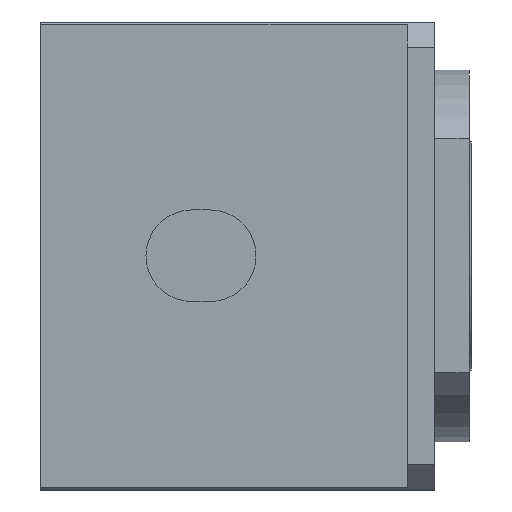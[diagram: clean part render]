
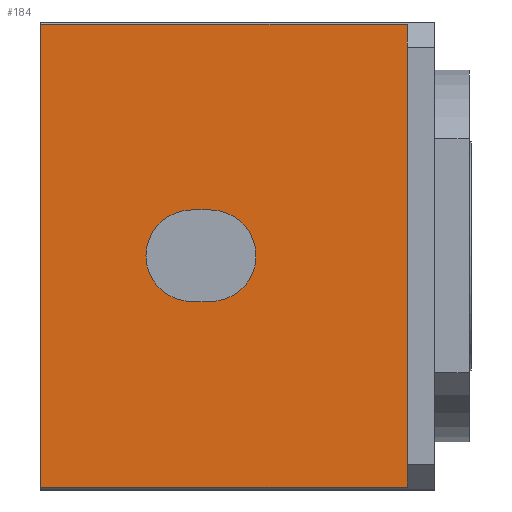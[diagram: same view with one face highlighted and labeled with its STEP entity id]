
A CAD part, top view. The second image highlights one B-rep face of the part: STEP entity #184.
In plain terms, the highlighted planar face has unit normal (0, 0, 1).
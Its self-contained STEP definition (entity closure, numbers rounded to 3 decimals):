
#75=LINE('',#906,#127);
#84=LINE('',#940,#136);
#85=LINE('',#944,#137);
#86=LINE('',#945,#138);
#87=LINE('',#947,#139);
#88=LINE('',#949,#140);
#127=VECTOR('',#728,1.);
#136=VECTOR('',#759,1.);
#137=VECTOR('',#762,1.);
#138=VECTOR('',#763,1.);
#139=VECTOR('',#764,1.);
#140=VECTOR('',#765,1.);
#184=ADVANCED_FACE('',(#238,#239),#217,.F.);
#217=PLANE('',#664);
#238=FACE_BOUND('',#260,.T.);
#239=FACE_BOUND('',#261,.T.);
#260=EDGE_LOOP('',(#325,#326,#327,#328));
#261=EDGE_LOOP('',(#329,#330,#331,#332));
#325=ORIENTED_EDGE('',*,*,#530,.F.);
#326=ORIENTED_EDGE('',*,*,#531,.F.);
#327=ORIENTED_EDGE('',*,*,#532,.F.);
#328=ORIENTED_EDGE('',*,*,#533,.F.);
#329=ORIENTED_EDGE('',*,*,#534,.T.);
#330=ORIENTED_EDGE('',*,*,#515,.T.);
#331=ORIENTED_EDGE('',*,*,#535,.T.);
#332=ORIENTED_EDGE('',*,*,#536,.T.);
#461=VERTEX_POINT('',#907);
#462=VERTEX_POINT('',#908);
#473=VERTEX_POINT('',#938);
#474=VERTEX_POINT('',#939);
#475=VERTEX_POINT('',#941);
#476=VERTEX_POINT('',#943);
#477=VERTEX_POINT('',#946);
#478=VERTEX_POINT('',#948);
#515=EDGE_CURVE('',#461,#462,#75,.T.);
#530=EDGE_CURVE('',#473,#474,#599,.T.);
#531=EDGE_CURVE('',#475,#473,#84,.T.);
#532=EDGE_CURVE('',#476,#475,#600,.T.);
#533=EDGE_CURVE('',#474,#476,#85,.T.);
#534=EDGE_CURVE('',#477,#461,#86,.T.);
#535=EDGE_CURVE('',#462,#478,#87,.T.);
#536=EDGE_CURVE('',#478,#477,#88,.T.);
#599=CIRCLE('',#662,10.);
#600=CIRCLE('',#663,10.);
#662=AXIS2_PLACEMENT_3D('',#937,#757,#758);
#663=AXIS2_PLACEMENT_3D('',#942,#760,#761);
#664=AXIS2_PLACEMENT_3D('',#950,#766,#767);
#728=DIRECTION('',(1.,0.,0.));
#757=DIRECTION('',(0.,0.,1.));
#758=DIRECTION('',(-1.,0.,0.));
#759=DIRECTION('',(1.,0.,0.));
#760=DIRECTION('',(0.,0.,1.));
#761=DIRECTION('',(1.,0.,0.));
#762=DIRECTION('',(-1.,0.,0.));
#763=DIRECTION('',(0.,-1.,0.));
#764=DIRECTION('',(0.,1.,0.));
#765=DIRECTION('',(-1.,0.,0.));
#766=DIRECTION('',(0.,0.,-1.));
#767=DIRECTION('',(-1.,0.,0.));
#906=CARTESIAN_POINT('',(6.,-50.5,0.));
#907=CARTESIAN_POINT('',(-80.,-50.5,0.));
#908=CARTESIAN_POINT('',(0.,-50.5,0.));
#937=CARTESIAN_POINT('',(-43.,0.,0.));
#938=CARTESIAN_POINT('',(-43.,-10.,0.));
#939=CARTESIAN_POINT('',(-43.,10.,0.));
#940=CARTESIAN_POINT('',(-47.,-10.,0.));
#941=CARTESIAN_POINT('',(-47.,-10.,0.));
#942=CARTESIAN_POINT('',(-47.,0.,0.));
#943=CARTESIAN_POINT('',(-47.,10.,0.));
#944=CARTESIAN_POINT('',(-43.,10.,0.));
#945=CARTESIAN_POINT('',(-80.,0.,0.));
#946=CARTESIAN_POINT('',(-80.,50.5,0.));
#947=CARTESIAN_POINT('',(0.,-156.812,0.));
#948=CARTESIAN_POINT('',(0.,50.5,0.));
#949=CARTESIAN_POINT('',(6.,50.5,0.));
#950=CARTESIAN_POINT('',(-79.,-156.812,0.));
